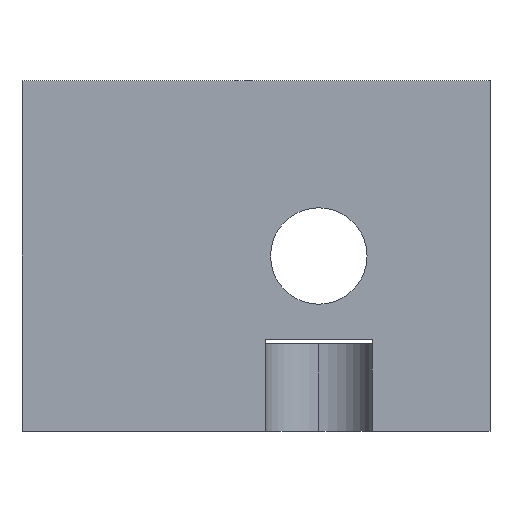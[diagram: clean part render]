
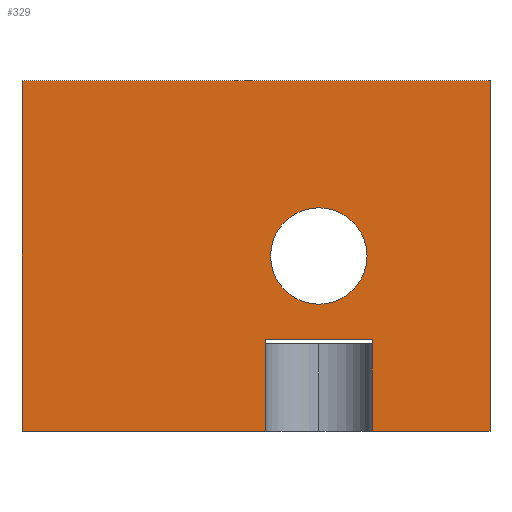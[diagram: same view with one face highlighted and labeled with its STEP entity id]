
A CAD part, front view. The second image highlights one B-rep face of the part: STEP entity #329.
In plain terms, the highlighted planar face has unit normal (0, -1, 0).
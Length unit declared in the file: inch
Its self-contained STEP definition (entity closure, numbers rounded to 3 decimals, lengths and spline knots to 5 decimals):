
#1 = EDGE_CURVE ( 'NONE', #18, #158, #686, .T. ) ;
#17 = EDGE_CURVE ( 'NONE', #42, #18, #657, .T. ) ;
#18 = VERTEX_POINT ( 'NONE', #653 ) ;
#29 = ORIENTED_EDGE ( 'NONE', *, *, #377, .F. ) ;
#34 = EDGE_CURVE ( 'NONE', #158, #35, #631, .T. ) ;
#35 = VERTEX_POINT ( 'NONE', #627 ) ;
#42 = VERTEX_POINT ( 'NONE', #621 ) ;
#44 = ORIENTED_EDGE ( 'NONE', *, *, #34, .F. ) ;
#45 = ORIENTED_EDGE ( 'NONE', *, *, #1, .F. ) ;
#46 = ORIENTED_EDGE ( 'NONE', *, *, #17, .F. ) ;
#47 = ORIENTED_EDGE ( 'NONE', *, *, #380, .F. ) ;
#48 = ORIENTED_EDGE ( 'NONE', *, *, #49, .F. ) ;
#49 = EDGE_CURVE ( 'NONE', #50, #209, #616, .T. ) ;
#50 = VERTEX_POINT ( 'NONE', #612 ) ;
#51 = ORIENTED_EDGE ( 'NONE', *, *, #52, .F. ) ;
#52 = EDGE_CURVE ( 'NONE', #214, #50, #611, .T. ) ;
#53 = EDGE_LOOP ( 'NONE', ( #54, #219 ) ) ;
#54 = ORIENTED_EDGE ( 'NONE', *, *, #218, .F. ) ;
#95 = EDGE_CURVE ( 'NONE', #138, #96, #559, .T. ) ;
#96 = VERTEX_POINT ( 'NONE', #554 ) ;
#138 = VERTEX_POINT ( 'NONE', #826 ) ;
#158 = VERTEX_POINT ( 'NONE', #832 ) ;
#209 = VERTEX_POINT ( 'NONE', #785 ) ;
#212 = ORIENTED_EDGE ( 'NONE', *, *, #213, .F. ) ;
#213 = EDGE_CURVE ( 'NONE', #378, #214, #773, .T. ) ;
#214 = VERTEX_POINT ( 'NONE', #769 ) ;
#218 = EDGE_CURVE ( 'NONE', #96, #138, #763, .T. ) ;
#219 = ORIENTED_EDGE ( 'NONE', *, *, #95, .F. ) ;
#329 = ADVANCED_FACE ( 'NONE', ( #1017, #1016 ), #1015, .T. ) ;
#330 = EDGE_LOOP ( 'NONE', ( #212, #29, #44, #45, #46, #47, #48, #51 ) ) ;
#377 = EDGE_CURVE ( 'NONE', #35, #378, #1318, .T. ) ;
#378 = VERTEX_POINT ( 'NONE', #1314 ) ;
#380 = EDGE_CURVE ( 'NONE', #209, #42, #1313, .T. ) ;
#554 = CARTESIAN_POINT ( 'NONE',  ( 0.11, 0., -0.08448 ) ) ;
#555 = DIRECTION ( 'NONE',  ( 0., 0., -1. ) ) ;
#556 = DIRECTION ( 'NONE',  ( 0., -1., 0. ) ) ;
#557 = CARTESIAN_POINT ( 'NONE',  ( 0.11, 0., 0.00002 ) ) ;
#558 = AXIS2_PLACEMENT_3D ( 'NONE', #557, #556, #555 ) ;
#559 = CIRCLE ( 'NONE', #558, 0.0845 ) ;
#608 = DIRECTION ( 'NONE',  ( -1., 0., 0. ) ) ;
#609 = VECTOR ( 'NONE', #608, 39.37008 ) ;
#610 = CARTESIAN_POINT ( 'NONE',  ( 0.016, 0., -0.147 ) ) ;
#611 = LINE ( 'NONE', #610, #609 ) ;
#612 = CARTESIAN_POINT ( 'NONE',  ( 0.016, 0., -0.147 ) ) ;
#613 = DIRECTION ( 'NONE',  ( 0., 0., -1. ) ) ;
#614 = VECTOR ( 'NONE', #613, 39.37008 ) ;
#615 = CARTESIAN_POINT ( 'NONE',  ( 0.016, 0., -0.307 ) ) ;
#616 = LINE ( 'NONE', #615, #614 ) ;
#621 = CARTESIAN_POINT ( 'NONE',  ( -0.41, 0., -0.307 ) ) ;
#627 = CARTESIAN_POINT ( 'NONE',  ( 0.41, 0., -0.307 ) ) ;
#628 = DIRECTION ( 'NONE',  ( 0., 0., -1. ) ) ;
#629 = VECTOR ( 'NONE', #628, 39.37008 ) ;
#630 = CARTESIAN_POINT ( 'NONE',  ( 0.41, 0., 0.307 ) ) ;
#631 = LINE ( 'NONE', #630, #629 ) ;
#653 = CARTESIAN_POINT ( 'NONE',  ( -0.41, 0., 0.307 ) ) ;
#654 = DIRECTION ( 'NONE',  ( 0., 0., 1. ) ) ;
#655 = VECTOR ( 'NONE', #654, 39.37008 ) ;
#656 = CARTESIAN_POINT ( 'NONE',  ( -0.41, 0., 0.307 ) ) ;
#657 = LINE ( 'NONE', #656, #655 ) ;
#683 = DIRECTION ( 'NONE',  ( 1., 0., 0. ) ) ;
#684 = VECTOR ( 'NONE', #683, 39.37008 ) ;
#685 = CARTESIAN_POINT ( 'NONE',  ( -0.41, 0., 0.307 ) ) ;
#686 = LINE ( 'NONE', #685, #684 ) ;
#759 = DIRECTION ( 'NONE',  ( 0., 0., -1. ) ) ;
#760 = DIRECTION ( 'NONE',  ( 0., -1., 0. ) ) ;
#761 = CARTESIAN_POINT ( 'NONE',  ( 0.11, 0., 0.00002 ) ) ;
#762 = AXIS2_PLACEMENT_3D ( 'NONE', #761, #760, #759 ) ;
#763 = CIRCLE ( 'NONE', #762, 0.0845 ) ;
#769 = CARTESIAN_POINT ( 'NONE',  ( 0.204, 0., -0.147 ) ) ;
#770 = DIRECTION ( 'NONE',  ( 0., 0., 1. ) ) ;
#771 = VECTOR ( 'NONE', #770, 39.37008 ) ;
#772 = CARTESIAN_POINT ( 'NONE',  ( 0.204, 0., -0.307 ) ) ;
#773 = LINE ( 'NONE', #772, #771 ) ;
#785 = CARTESIAN_POINT ( 'NONE',  ( 0.016, 0., -0.307 ) ) ;
#826 = CARTESIAN_POINT ( 'NONE',  ( 0.11, 0., 0.08452 ) ) ;
#832 = CARTESIAN_POINT ( 'NONE',  ( 0.41, 0., 0.307 ) ) ;
#1011 = DIRECTION ( 'NONE',  ( 0., 0., -1. ) ) ;
#1012 = DIRECTION ( 'NONE',  ( 0., -1., 0. ) ) ;
#1013 = CARTESIAN_POINT ( 'NONE',  ( -0.41, 0., -0.307 ) ) ;
#1014 = AXIS2_PLACEMENT_3D ( 'NONE', #1013, #1012, #1011 ) ;
#1015 = PLANE ( 'NONE',  #1014 ) ;
#1016 = FACE_BOUND ( 'NONE', #53, .T. ) ;
#1017 = FACE_OUTER_BOUND ( 'NONE', #330, .T. ) ;
#1310 = DIRECTION ( 'NONE',  ( -1., 0., 0. ) ) ;
#1311 = VECTOR ( 'NONE', #1310, 39.37008 ) ;
#1312 = CARTESIAN_POINT ( 'NONE',  ( -0.41, 0., -0.307 ) ) ;
#1313 = LINE ( 'NONE', #1312, #1311 ) ;
#1314 = CARTESIAN_POINT ( 'NONE',  ( 0.204, 0., -0.307 ) ) ;
#1315 = DIRECTION ( 'NONE',  ( -1., 0., 0. ) ) ;
#1316 = VECTOR ( 'NONE', #1315, 39.37008 ) ;
#1317 = CARTESIAN_POINT ( 'NONE',  ( -0.41, 0., -0.307 ) ) ;
#1318 = LINE ( 'NONE', #1317, #1316 ) ;
